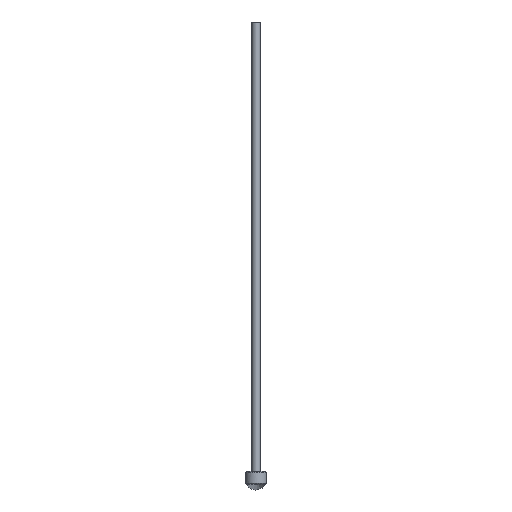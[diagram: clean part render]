
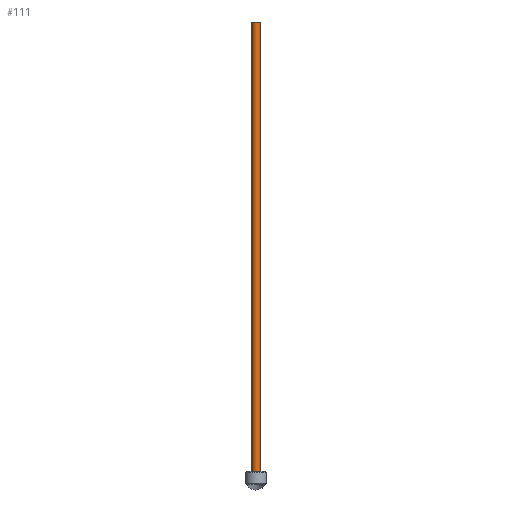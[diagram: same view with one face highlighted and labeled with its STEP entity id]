
A CAD part, left-side view. The second image highlights one B-rep face of the part: STEP entity #111.
In plain terms, the highlighted cylindrical face has radius 2 mm (diameter 4 mm), a full revolution.
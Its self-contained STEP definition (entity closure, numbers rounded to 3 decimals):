
#111 = ADVANCED_FACE( '', ( #256, #257 ), #258, .T. );
#256 = FACE_OUTER_BOUND( '', #440, .T. );
#257 = FACE_OUTER_BOUND( '', #441, .T. );
#258 = CYLINDRICAL_SURFACE( '', #442, 2. );
#440 = EDGE_LOOP( '', ( #693 ) );
#441 = EDGE_LOOP( '', ( #694 ) );
#442 = AXIS2_PLACEMENT_3D( '', #695, #696, #697 );
#693 = ORIENTED_EDGE( '', *, *, #961, .T. );
#694 = ORIENTED_EDGE( '', *, *, #978, .F. );
#695 = CARTESIAN_POINT( '', ( 0., 0., 205.957 ) );
#696 = DIRECTION( '', ( 0., 0., 1. ) );
#697 = DIRECTION( '', ( -1., 0., 0. ) );
#961 = EDGE_CURVE( '', #1128, #1128, #1129, .T. );
#978 = EDGE_CURVE( '', #1153, #1153, #1154, .T. );
#1128 = VERTEX_POINT( '', #1392 );
#1129 = CIRCLE( '', #1393, 2. );
#1153 = VERTEX_POINT( '', #1419 );
#1154 = CIRCLE( '', #1420, 2. );
#1392 = CARTESIAN_POINT( '', ( 2., 0., 6. ) );
#1393 = AXIS2_PLACEMENT_3D( '', #1641, #1642, #1643 );
#1419 = CARTESIAN_POINT( '', ( 2., 0., 220. ) );
#1420 = AXIS2_PLACEMENT_3D( '', #1670, #1671, #1672 );
#1641 = CARTESIAN_POINT( '', ( 0., 0., 6. ) );
#1642 = DIRECTION( '', ( 0., 0., 1. ) );
#1643 = DIRECTION( '', ( 1., 0., 0. ) );
#1670 = CARTESIAN_POINT( '', ( 0., 0., 220. ) );
#1671 = DIRECTION( '', ( 0., 0., 1. ) );
#1672 = DIRECTION( '', ( 1., 0., 0. ) );
